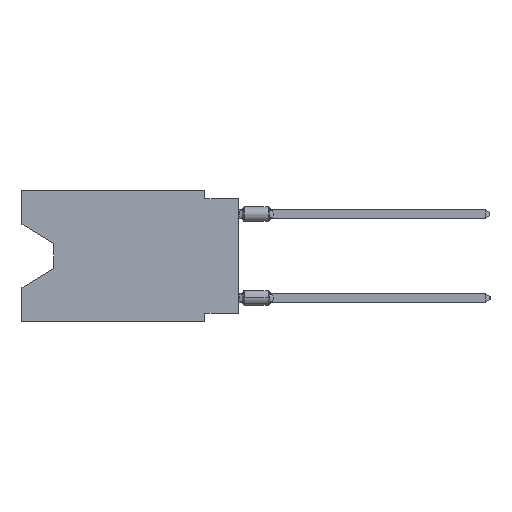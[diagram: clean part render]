
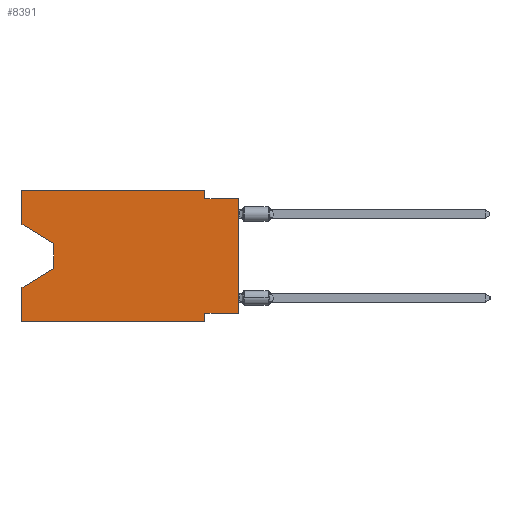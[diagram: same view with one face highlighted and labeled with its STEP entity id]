
A CAD part, left-side view. The second image highlights one B-rep face of the part: STEP entity #8391.
In plain terms, the highlighted planar face has unit normal (-1, 0, 0).
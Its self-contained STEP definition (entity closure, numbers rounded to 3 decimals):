
#12 = DIRECTION ( 'NONE',  ( 0., 0., 1. ) ) ;
#858 = DIRECTION ( 'NONE',  ( 0., 1., 0. ) ) ;
#1813 = DIRECTION ( 'NONE',  ( 0., 0., 1. ) ) ;
#2252 = LINE ( 'NONE', #32378, #37860 ) ;
#3017 = CARTESIAN_POINT ( 'NONE',  ( 0., 13.97, -4.013 ) ) ;
#3429 = LINE ( 'NONE', #3017, #40960 ) ;
#3579 = CARTESIAN_POINT ( 'NONE',  ( 0., 2.54, 0. ) ) ;
#3621 = CARTESIAN_POINT ( 'NONE',  ( 0., 16.383, -9.906 ) ) ;
#3960 = FACE_OUTER_BOUND ( 'NONE', #21694, .T. ) ;
#4462 = LINE ( 'NONE', #11109, #21911 ) ;
#4483 = VECTOR ( 'NONE', #37579, 1000. ) ;
#4878 = CARTESIAN_POINT ( 'NONE',  ( 0., 2.54, 0. ) ) ;
#5793 = VERTEX_POINT ( 'NONE', #21870 ) ;
#6204 = CARTESIAN_POINT ( 'NONE',  ( 0., 13.97, -5.893 ) ) ;
#6347 = VERTEX_POINT ( 'NONE', #3579 ) ;
#6382 = CARTESIAN_POINT ( 'NONE',  ( 0., 13.97, -5.893 ) ) ;
#6767 = ORIENTED_EDGE ( 'NONE', *, *, #18391, .F. ) ;
#7299 = VECTOR ( 'NONE', #33132, 1000. ) ;
#8391 = ADVANCED_FACE ( 'NONE', ( #3960 ), #26579, .F. ) ;
#9460 = DIRECTION ( 'NONE',  ( 0., -1., 0. ) ) ;
#9964 = CARTESIAN_POINT ( 'NONE',  ( 0., 16.383, 0. ) ) ;
#10781 = LINE ( 'NONE', #41531, #34108 ) ;
#11109 = CARTESIAN_POINT ( 'NONE',  ( 0., 2.54, -9.906 ) ) ;
#11472 = ORIENTED_EDGE ( 'NONE', *, *, #36585, .F. ) ;
#11511 = CARTESIAN_POINT ( 'NONE',  ( 0., 0., -9.271 ) ) ;
#11870 = CARTESIAN_POINT ( 'NONE',  ( 0., 16.383, -2.546 ) ) ;
#11894 = EDGE_CURVE ( 'NONE', #20509, #43201, #28111, .T. ) ;
#12597 = ORIENTED_EDGE ( 'NONE', *, *, #35713, .T. ) ;
#13495 = VECTOR ( 'NONE', #22184, 1000. ) ;
#13865 = VERTEX_POINT ( 'NONE', #20921 ) ;
#14534 = EDGE_CURVE ( 'NONE', #36048, #6347, #16544, .T. ) ;
#15107 = VERTEX_POINT ( 'NONE', #16702 ) ;
#15443 = AXIS2_PLACEMENT_3D ( 'NONE', #9964, #17476, #40294 ) ;
#15470 = CARTESIAN_POINT ( 'NONE',  ( 0., 0., -9.271 ) ) ;
#15490 = ORIENTED_EDGE ( 'NONE', *, *, #20815, .T. ) ;
#16078 = DIRECTION ( 'NONE',  ( 0., 0., -1. ) ) ;
#16544 = LINE ( 'NONE', #25661, #17031 ) ;
#16702 = CARTESIAN_POINT ( 'NONE',  ( 0., 16.383, -7.36 ) ) ;
#16753 = CARTESIAN_POINT ( 'NONE',  ( 0., 0., -0.635 ) ) ;
#17031 = VECTOR ( 'NONE', #9460, 1000. ) ;
#17476 = DIRECTION ( 'NONE',  ( 1., 0., 0. ) ) ;
#18391 = EDGE_CURVE ( 'NONE', #29996, #36048, #27490, .T. ) ;
#18996 = CARTESIAN_POINT ( 'NONE',  ( 0., 16.383, 0. ) ) ;
#19483 = VECTOR ( 'NONE', #33673, 1000. ) ;
#19906 = EDGE_CURVE ( 'NONE', #6347, #43711, #38121, .T. ) ;
#20509 = VERTEX_POINT ( 'NONE', #15470 ) ;
#20815 = EDGE_CURVE ( 'NONE', #29996, #13865, #21424, .T. ) ;
#20921 = CARTESIAN_POINT ( 'NONE',  ( 0., 13.97, -4.013 ) ) ;
#21424 = LINE ( 'NONE', #11870, #23429 ) ;
#21694 = EDGE_LOOP ( 'NONE', ( #15490, #41866, #36288, #11472, #12597, #42121, #38041, #33703, #33235, #29889, #36121, #6767 ) ) ;
#21870 = CARTESIAN_POINT ( 'NONE',  ( 0., 2.54, -9.906 ) ) ;
#21911 = VECTOR ( 'NONE', #24634, 1000. ) ;
#22184 = DIRECTION ( 'NONE',  ( 0., 0., -1. ) ) ;
#23429 = VECTOR ( 'NONE', #42431, 1000. ) ;
#23630 = EDGE_CURVE ( 'NONE', #13865, #33873, #3429, .T. ) ;
#24306 = LINE ( 'NONE', #16753, #4483 ) ;
#24634 = DIRECTION ( 'NONE',  ( 0., 0., -1. ) ) ;
#24770 = VECTOR ( 'NONE', #12, 1000. ) ;
#25547 = VECTOR ( 'NONE', #858, 1000. ) ;
#25661 = CARTESIAN_POINT ( 'NONE',  ( 0., 16.383, 0. ) ) ;
#26579 = PLANE ( 'NONE',  #15443 ) ;
#26665 = CARTESIAN_POINT ( 'NONE',  ( 0., 16.383, 0. ) ) ;
#27490 = LINE ( 'NONE', #31028, #24770 ) ;
#27610 = CARTESIAN_POINT ( 'NONE',  ( 0., 0., -0.635 ) ) ;
#28111 = LINE ( 'NONE', #11511, #25547 ) ;
#29889 = ORIENTED_EDGE ( 'NONE', *, *, #19906, .F. ) ;
#29996 = VERTEX_POINT ( 'NONE', #36655 ) ;
#30912 = DIRECTION ( 'NONE',  ( 0., -1., 0. ) ) ;
#31028 = CARTESIAN_POINT ( 'NONE',  ( 0., 16.383, 0. ) ) ;
#32378 = CARTESIAN_POINT ( 'NONE',  ( 0., 0., 0. ) ) ;
#32728 = LINE ( 'NONE', #18996, #7299 ) ;
#33132 = DIRECTION ( 'NONE',  ( 0., 0., 1. ) ) ;
#33235 = ORIENTED_EDGE ( 'NONE', *, *, #36742, .F. ) ;
#33286 = EDGE_CURVE ( 'NONE', #20509, #39179, #2252, .T. ) ;
#33437 = EDGE_CURVE ( 'NONE', #33873, #15107, #36781, .T. ) ;
#33673 = DIRECTION ( 'NONE',  ( 0., 0.855, -0.519 ) ) ;
#33703 = ORIENTED_EDGE ( 'NONE', *, *, #33286, .T. ) ;
#33873 = VERTEX_POINT ( 'NONE', #6382 ) ;
#34108 = VECTOR ( 'NONE', #30912, 1000. ) ;
#35713 = EDGE_CURVE ( 'NONE', #36015, #5793, #10781, .T. ) ;
#36015 = VERTEX_POINT ( 'NONE', #3621 ) ;
#36048 = VERTEX_POINT ( 'NONE', #26665 ) ;
#36121 = ORIENTED_EDGE ( 'NONE', *, *, #14534, .F. ) ;
#36288 = ORIENTED_EDGE ( 'NONE', *, *, #33437, .T. ) ;
#36585 = EDGE_CURVE ( 'NONE', #36015, #15107, #32728, .T. ) ;
#36655 = CARTESIAN_POINT ( 'NONE',  ( 0., 16.383, -2.546 ) ) ;
#36742 = EDGE_CURVE ( 'NONE', #43711, #39179, #24306, .T. ) ;
#36781 = LINE ( 'NONE', #6204, #19483 ) ;
#37579 = DIRECTION ( 'NONE',  ( 0., -1., 0. ) ) ;
#37860 = VECTOR ( 'NONE', #1813, 1000. ) ;
#38041 = ORIENTED_EDGE ( 'NONE', *, *, #11894, .F. ) ;
#38121 = LINE ( 'NONE', #4878, #13495 ) ;
#38391 = CARTESIAN_POINT ( 'NONE',  ( 0., 2.54, -0.635 ) ) ;
#39179 = VERTEX_POINT ( 'NONE', #27610 ) ;
#40294 = DIRECTION ( 'NONE',  ( 0., 0., -1. ) ) ;
#40502 = CARTESIAN_POINT ( 'NONE',  ( 0., 2.54, -9.271 ) ) ;
#40960 = VECTOR ( 'NONE', #16078, 1000. ) ;
#41350 = EDGE_CURVE ( 'NONE', #43201, #5793, #4462, .T. ) ;
#41531 = CARTESIAN_POINT ( 'NONE',  ( 0., 16.383, -9.906 ) ) ;
#41866 = ORIENTED_EDGE ( 'NONE', *, *, #23630, .T. ) ;
#42121 = ORIENTED_EDGE ( 'NONE', *, *, #41350, .F. ) ;
#42431 = DIRECTION ( 'NONE',  ( 0., -0.855, -0.519 ) ) ;
#43201 = VERTEX_POINT ( 'NONE', #40502 ) ;
#43711 = VERTEX_POINT ( 'NONE', #38391 ) ;
